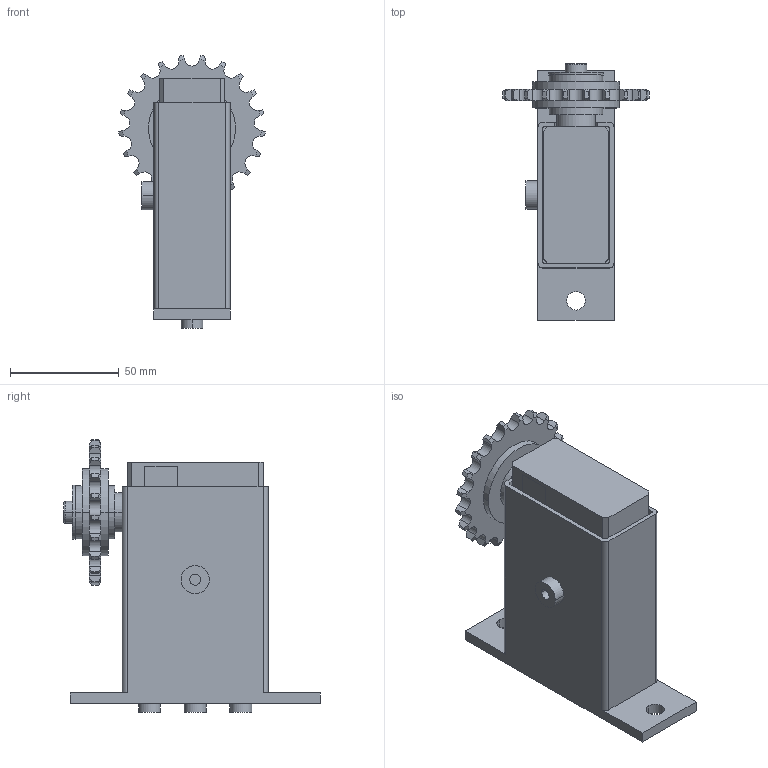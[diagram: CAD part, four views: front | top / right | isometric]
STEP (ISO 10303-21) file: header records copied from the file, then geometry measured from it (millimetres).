
FILE_DESCRIPTION(('STEP AP214'),'1');
FILE_NAME('cctmp_3E51CC60-EC1D-4B7E-9E11-148906E5821D_2023_6_23_12_18_13_835..stp','2023-06-23T10:18:13',('Murtfeldt Kunststoffe GmbH & Co.KG'),('CADClick - www.CADClick.com'),'Spatial InterOp 3D',' ','unknown authorization');
FILE_SCHEMA(('AUTOMOTIVE_DESIGN'));
Length unit declared in the file: millimetre
Products named in the file (1): 1
Bounding box: 67.23 x 117.9 x 125.4 mm (x, y, z)
Volume: 261289.5 mm3; surface area: 80512.1 mm2
Topology: 5 solids, 7 shells, 262 faces, 685 edges, 452 vertices
Faces by surface type: plane 119, cylinder 91, cone 48, torus 4
Entity records: 10174 total; most frequent: CARTESIAN_POINT 1570, DIRECTION 1368, ORIENTED_EDGE 1366, EDGE_CURVE 683, AXIS2_PLACEMENT_3D 502, VERTEX_POINT 452, LINE 364, VECTOR 364
